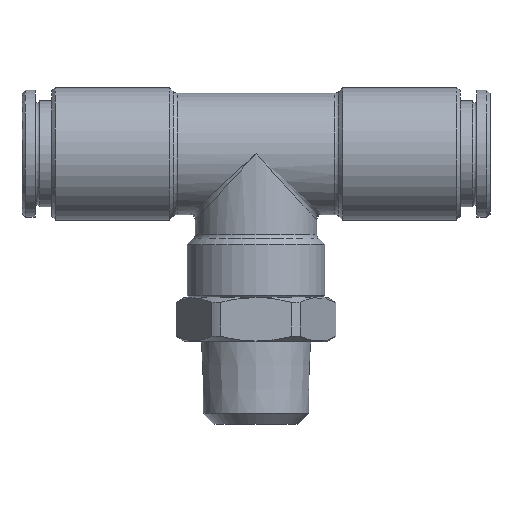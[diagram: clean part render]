
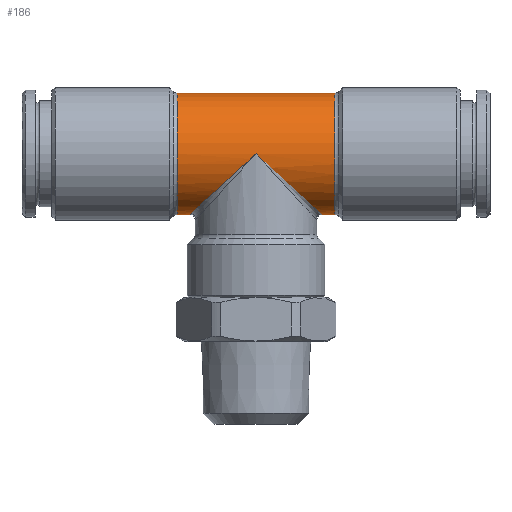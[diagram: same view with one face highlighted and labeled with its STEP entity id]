
A CAD part, top view. The second image highlights one B-rep face of the part: STEP entity #186.
In plain terms, the highlighted cylindrical face has radius 5.5 mm (diameter 11 mm), a full revolution.
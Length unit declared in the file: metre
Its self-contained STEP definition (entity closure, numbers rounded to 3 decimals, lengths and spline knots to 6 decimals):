
#186 = ADVANCED_FACE( 'NONE', ( #413, #414, #415 ), #416, .T. );
#413 = FACE_OUTER_BOUND( '', #752, .T. );
#414 = FACE_BOUND( '', #753, .T. );
#415 = FACE_OUTER_BOUND( '', #754, .T. );
#416 = CYLINDRICAL_SURFACE( '', #755, 0.0055 );
#752 = EDGE_LOOP( '', ( #1227 ) );
#753 = EDGE_LOOP( '', ( #1228, #1229 ) );
#754 = EDGE_LOOP( '', ( #1230 ) );
#755 = AXIS2_PLACEMENT_3D( '', #1231, #1232, #1233 );
#1227 = ORIENTED_EDGE( '', *, *, #1395, .F. );
#1228 = ORIENTED_EDGE( '', *, *, #1412, .T. );
#1229 = ORIENTED_EDGE( '', *, *, #1472, .T. );
#1230 = ORIENTED_EDGE( '', *, *, #1451, .T. );
#1231 = CARTESIAN_POINT( '', ( -0.025883, 0., 0. ) );
#1232 = DIRECTION( '', ( 1., 0., 0. ) );
#1233 = DIRECTION( '', ( 0., 0., 1. ) );
#1395 = EDGE_CURVE( 'NONE', #1591, #1591, #1592, .T. );
#1412 = EDGE_CURVE( 'NONE', #1495, #1496, #1618, .T. );
#1451 = EDGE_CURVE( 'NONE', #1674, #1674, #1675, .T. );
#1472 = EDGE_CURVE( 'NONE', #1496, #1495, #1700, .T. );
#1495 = VERTEX_POINT( 'NONE', #1727 );
#1496 = VERTEX_POINT( 'NONE', #1728 );
#1591 = VERTEX_POINT( '', #1934 );
#1592 = CIRCLE( '', #1935, 0.0055 );
#1618 = B_SPLINE_CURVE_WITH_KNOTS( '', 3, ( #1967, #1968, #1969, #1970, #1971, #1972, #1973, #1974, #1975, #1976, #1977, #1978, #1979, #1980, #1981, #1982, #1983, #1984, #1985, #1986, #1987, #1988, #1989, #1990, #1991, #1992, #1993 ), .UNSPECIFIED., .F., .F., ( 4, 1, 1, 1, 1, 1, 1, 1, 1, 1, 1, 1, 1, 1, 1, 1, 1, 1, 1, 1, 1, 1, 1, 1, 4 ), ( 0., 0.015673, 0.029251, 0.040732, 0.050117, 0.07993, 0.106189, 0.175192, 0.233799, 0.30207, 0.370105, 0.435983, 0.468358, 0.500002, 0.531643, 0.56402, 0.629899, 0.697934, 0.766205, 0.824809, 0.893815, 0.920075, 0.949903, 0.970754, 1. ), .UNSPECIFIED. );
#1674 = VERTEX_POINT( '', #2058 );
#1675 = CIRCLE( '', #2059, 0.0055 );
#1700 = B_SPLINE_CURVE_WITH_KNOTS( '', 3, ( #2110, #2111, #2112, #2113, #2114, #2115, #2116, #2117, #2118, #2119, #2120, #2121, #2122, #2123, #2124, #2125, #2126, #2127, #2128, #2129, #2130, #2131, #2132, #2133, #2134, #2135, #2136 ), .UNSPECIFIED., .F., .F., ( 4, 1, 1, 1, 1, 1, 1, 1, 1, 1, 1, 1, 1, 1, 1, 1, 1, 1, 1, 1, 1, 1, 1, 1, 4 ), ( 0., 0.015673, 0.029251, 0.040732, 0.050117, 0.07993, 0.106189, 0.175192, 0.233799, 0.30207, 0.370105, 0.435983, 0.468358, 0.500002, 0.531643, 0.56402, 0.629899, 0.697934, 0.766205, 0.824809, 0.893815, 0.920075, 0.949903, 0.970754, 1. ), .UNSPECIFIED. );
#1727 = CARTESIAN_POINT( '', ( 0., 0., -0.0055 ) );
#1728 = CARTESIAN_POINT( '', ( 0., 0., 0.0055 ) );
#1934 = CARTESIAN_POINT( '', ( -0.007146, 0., 0.0055 ) );
#1935 = AXIS2_PLACEMENT_3D( '', #2257, #2258, #2259 );
#1967 = CARTESIAN_POINT( '', ( 0., 0., -0.0055 ) );
#1968 = CARTESIAN_POINT( '', ( -0.000083, -0.000076, -0.005499 ) );
#1969 = CARTESIAN_POINT( '', ( -0.000238, -0.000219, -0.005497 ) );
#1970 = CARTESIAN_POINT( '', ( -0.000454, -0.000417, -0.005485 ) );
#1971 = CARTESIAN_POINT( '', ( -0.000637, -0.000584, -0.00547 ) );
#1972 = CARTESIAN_POINT( '', ( -0.000905, -0.000829, -0.00544 ) );
#1973 = CARTESIAN_POINT( '', ( -0.00125, -0.001146, -0.005385 ) );
#1974 = CARTESIAN_POINT( '', ( -0.001904, -0.001745, -0.005233 ) );
#1975 = CARTESIAN_POINT( '', ( -0.002695, -0.002472, -0.004946 ) );
#1976 = CARTESIAN_POINT( '', ( -0.003658, -0.003352, -0.004401 ) );
#1977 = CARTESIAN_POINT( '', ( -0.004542, -0.004164, -0.003659 ) );
#1978 = CARTESIAN_POINT( '', ( -0.005325, -0.004881, -0.002644 ) );
#1979 = CARTESIAN_POINT( '', ( -0.005781, -0.005299, -0.001594 ) );
#1980 = CARTESIAN_POINT( '', ( -0.005968, -0.005471, -0.00069 ) );
#1981 = CARTESIAN_POINT( '', ( -0.006016, -0.005514, 0. ) );
#1982 = CARTESIAN_POINT( '', ( -0.005968, -0.005471, 0.00069 ) );
#1983 = CARTESIAN_POINT( '', ( -0.005781, -0.005299, 0.001594 ) );
#1984 = CARTESIAN_POINT( '', ( -0.005325, -0.004881, 0.002644 ) );
#1985 = CARTESIAN_POINT( '', ( -0.004542, -0.004164, 0.003659 ) );
#1986 = CARTESIAN_POINT( '', ( -0.003658, -0.003352, 0.004401 ) );
#1987 = CARTESIAN_POINT( '', ( -0.002695, -0.002472, 0.004946 ) );
#1988 = CARTESIAN_POINT( '', ( -0.001904, -0.001745, 0.005233 ) );
#1989 = CARTESIAN_POINT( '', ( -0.00125, -0.001146, 0.005385 ) );
#1990 = CARTESIAN_POINT( '', ( -0.000844, -0.000774, 0.005449 ) );
#1991 = CARTESIAN_POINT( '', ( -0.000421, -0.000386, 0.005492 ) );
#1992 = CARTESIAN_POINT( '', ( -0.000155, -0.000142, 0.005497 ) );
#1993 = CARTESIAN_POINT( '', ( 0., 0., 0.0055 ) );
#2058 = CARTESIAN_POINT( '', ( 0.007146, 0., 0.0055 ) );
#2059 = AXIS2_PLACEMENT_3D( '', #2330, #2331, #2332 );
#2110 = CARTESIAN_POINT( '', ( 0., 0., 0.0055 ) );
#2111 = CARTESIAN_POINT( '', ( 0.000083, -0.000076, 0.005499 ) );
#2112 = CARTESIAN_POINT( '', ( 0.000238, -0.000219, 0.005497 ) );
#2113 = CARTESIAN_POINT( '', ( 0.000454, -0.000417, 0.005485 ) );
#2114 = CARTESIAN_POINT( '', ( 0.000637, -0.000584, 0.00547 ) );
#2115 = CARTESIAN_POINT( '', ( 0.000905, -0.000829, 0.00544 ) );
#2116 = CARTESIAN_POINT( '', ( 0.00125, -0.001146, 0.005385 ) );
#2117 = CARTESIAN_POINT( '', ( 0.001904, -0.001745, 0.005233 ) );
#2118 = CARTESIAN_POINT( '', ( 0.002695, -0.002472, 0.004946 ) );
#2119 = CARTESIAN_POINT( '', ( 0.003658, -0.003352, 0.004401 ) );
#2120 = CARTESIAN_POINT( '', ( 0.004542, -0.004164, 0.003659 ) );
#2121 = CARTESIAN_POINT( '', ( 0.005325, -0.004881, 0.002644 ) );
#2122 = CARTESIAN_POINT( '', ( 0.005781, -0.005299, 0.001594 ) );
#2123 = CARTESIAN_POINT( '', ( 0.005968, -0.005471, 0.00069 ) );
#2124 = CARTESIAN_POINT( '', ( 0.006016, -0.005514, 0. ) );
#2125 = CARTESIAN_POINT( '', ( 0.005968, -0.005471, -0.00069 ) );
#2126 = CARTESIAN_POINT( '', ( 0.005781, -0.005299, -0.001594 ) );
#2127 = CARTESIAN_POINT( '', ( 0.005325, -0.004881, -0.002644 ) );
#2128 = CARTESIAN_POINT( '', ( 0.004542, -0.004164, -0.003659 ) );
#2129 = CARTESIAN_POINT( '', ( 0.003658, -0.003352, -0.004401 ) );
#2130 = CARTESIAN_POINT( '', ( 0.002695, -0.002472, -0.004946 ) );
#2131 = CARTESIAN_POINT( '', ( 0.001904, -0.001745, -0.005233 ) );
#2132 = CARTESIAN_POINT( '', ( 0.00125, -0.001146, -0.005385 ) );
#2133 = CARTESIAN_POINT( '', ( 0.000844, -0.000774, -0.005449 ) );
#2134 = CARTESIAN_POINT( '', ( 0.000421, -0.000386, -0.005492 ) );
#2135 = CARTESIAN_POINT( '', ( 0.000155, -0.000142, -0.005497 ) );
#2136 = CARTESIAN_POINT( '', ( 0., 0., -0.0055 ) );
#2257 = CARTESIAN_POINT( '', ( -0.007146, 0., 0. ) );
#2258 = DIRECTION( '', ( -1., 0., 0. ) );
#2259 = DIRECTION( '', ( 0., 0., 1. ) );
#2330 = CARTESIAN_POINT( '', ( 0.007146, 0., 0. ) );
#2331 = DIRECTION( '', ( -1., 0., 0. ) );
#2332 = DIRECTION( '', ( 0., 0., 1. ) );
